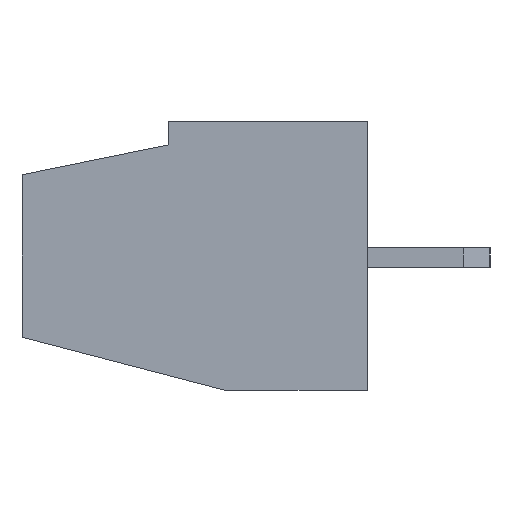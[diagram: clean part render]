
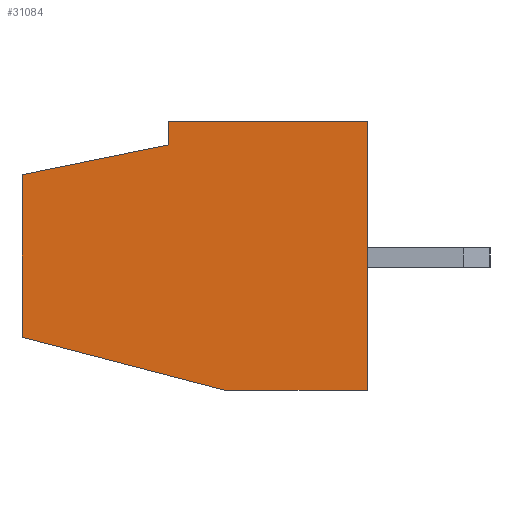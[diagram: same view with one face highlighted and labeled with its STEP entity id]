
A CAD part, left-side view. The second image highlights one B-rep face of the part: STEP entity #31084.
In plain terms, the highlighted planar face has unit normal (-1, 0, 0).
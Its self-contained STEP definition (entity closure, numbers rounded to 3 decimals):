
#511 = LINE ( 'NONE', #15096, #12204 ) ;
#515 = ORIENTED_EDGE ( 'NONE', *, *, #29188, .T. ) ;
#1251 = DIRECTION ( 'NONE',  ( 0., -1., 0. ) ) ;
#1476 = VERTEX_POINT ( 'NONE', #24402 ) ;
#2306 = VECTOR ( 'NONE', #1251, 1000. ) ;
#2657 = VERTEX_POINT ( 'NONE', #4189 ) ;
#3307 = AXIS2_PLACEMENT_3D ( 'NONE', #22501, #29725, #22351 ) ;
#3336 = CARTESIAN_POINT ( 'NONE',  ( -2.5, 10.4, -4. ) ) ;
#3539 = VECTOR ( 'NONE', #11476, 1000. ) ;
#3573 = LINE ( 'NONE', #15762, #19257 ) ;
#3661 = VERTEX_POINT ( 'NONE', #8002 ) ;
#4001 = ORIENTED_EDGE ( 'NONE', *, *, #21407, .F. ) ;
#4189 = CARTESIAN_POINT ( 'NONE',  ( -2.5, 4.26, -4. ) ) ;
#5580 = FACE_OUTER_BOUND ( 'NONE', #5967, .T. ) ;
#5967 = EDGE_LOOP ( 'NONE', ( #29863, #15022, #4001, #17262, #20993, #9678, #515 ) ) ;
#8002 = CARTESIAN_POINT ( 'NONE',  ( -2.5, 6., 3.4 ) ) ;
#8969 = VECTOR ( 'NONE', #28458, 1000. ) ;
#9204 = CARTESIAN_POINT ( 'NONE',  ( -2.5, 6., 4.1 ) ) ;
#9512 = VERTEX_POINT ( 'NONE', #9204 ) ;
#9678 = ORIENTED_EDGE ( 'NONE', *, *, #19002, .T. ) ;
#10654 = LINE ( 'NONE', #29465, #20701 ) ;
#10895 = VECTOR ( 'NONE', #16987, 1000. ) ;
#11476 = DIRECTION ( 'NONE',  ( 0., 0., 1. ) ) ;
#12001 = CARTESIAN_POINT ( 'NONE',  ( -2.5, 0., 4.1 ) ) ;
#12204 = VECTOR ( 'NONE', #27357, 1000. ) ;
#14822 = PLANE ( 'NONE',  #3307 ) ;
#15022 = ORIENTED_EDGE ( 'NONE', *, *, #27980, .F. ) ;
#15096 = CARTESIAN_POINT ( 'NONE',  ( -2.5, 6., 3.4 ) ) ;
#15176 = DIRECTION ( 'NONE',  ( 0., 0., 1. ) ) ;
#15762 = CARTESIAN_POINT ( 'NONE',  ( -2.5, 10.4, 4.1 ) ) ;
#16135 = LINE ( 'NONE', #25733, #3539 ) ;
#16609 = EDGE_CURVE ( 'NONE', #9512, #22862, #3573, .T. ) ;
#16987 = DIRECTION ( 'NONE',  ( 0., 0.968, 0.252 ) ) ;
#17262 = ORIENTED_EDGE ( 'NONE', *, *, #21876, .F. ) ;
#17458 = CARTESIAN_POINT ( 'NONE',  ( -2.5, 10.4, -2.4 ) ) ;
#18879 = CARTESIAN_POINT ( 'NONE',  ( -2.5, 10.4, 2.5 ) ) ;
#19002 = EDGE_CURVE ( 'NONE', #2657, #21252, #27920, .T. ) ;
#19257 = VECTOR ( 'NONE', #20150, 1000. ) ;
#19598 = VERTEX_POINT ( 'NONE', #20583 ) ;
#20150 = DIRECTION ( 'NONE',  ( 0., -1., 0. ) ) ;
#20583 = CARTESIAN_POINT ( 'NONE',  ( -2.5, 10.4, -2.4 ) ) ;
#20701 = VECTOR ( 'NONE', #15176, 1000. ) ;
#20993 = ORIENTED_EDGE ( 'NONE', *, *, #27110, .F. ) ;
#21252 = VERTEX_POINT ( 'NONE', #28687 ) ;
#21407 = EDGE_CURVE ( 'NONE', #1476, #3661, #30830, .T. ) ;
#21876 = EDGE_CURVE ( 'NONE', #19598, #1476, #16135, .T. ) ;
#22351 = DIRECTION ( 'NONE',  ( 0., 0., -1. ) ) ;
#22501 = CARTESIAN_POINT ( 'NONE',  ( -2.5, 10.4, 4.1 ) ) ;
#22862 = VERTEX_POINT ( 'NONE', #12001 ) ;
#24402 = CARTESIAN_POINT ( 'NONE',  ( -2.5, 10.4, 2.5 ) ) ;
#25733 = CARTESIAN_POINT ( 'NONE',  ( -2.5, 10.4, 4.1 ) ) ;
#26579 = LINE ( 'NONE', #17458, #10895 ) ;
#27110 = EDGE_CURVE ( 'NONE', #2657, #19598, #26579, .T. ) ;
#27357 = DIRECTION ( 'NONE',  ( 0., 0., 1. ) ) ;
#27920 = LINE ( 'NONE', #3336, #2306 ) ;
#27980 = EDGE_CURVE ( 'NONE', #3661, #9512, #511, .T. ) ;
#28458 = DIRECTION ( 'NONE',  ( 0., -0.98, 0.2 ) ) ;
#28687 = CARTESIAN_POINT ( 'NONE',  ( -2.5, 0., -4. ) ) ;
#29188 = EDGE_CURVE ( 'NONE', #21252, #22862, #10654, .T. ) ;
#29465 = CARTESIAN_POINT ( 'NONE',  ( -2.5, 0., 4.1 ) ) ;
#29725 = DIRECTION ( 'NONE',  ( 1., 0., 0. ) ) ;
#29863 = ORIENTED_EDGE ( 'NONE', *, *, #16609, .F. ) ;
#30830 = LINE ( 'NONE', #18879, #8969 ) ;
#31084 = ADVANCED_FACE ( 'NONE', ( #5580 ), #14822, .F. ) ;
